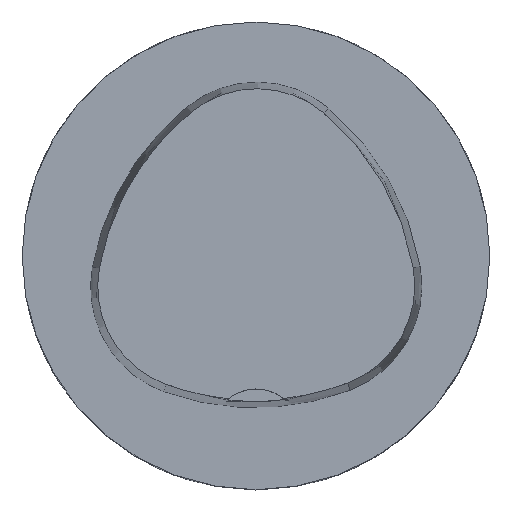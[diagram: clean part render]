
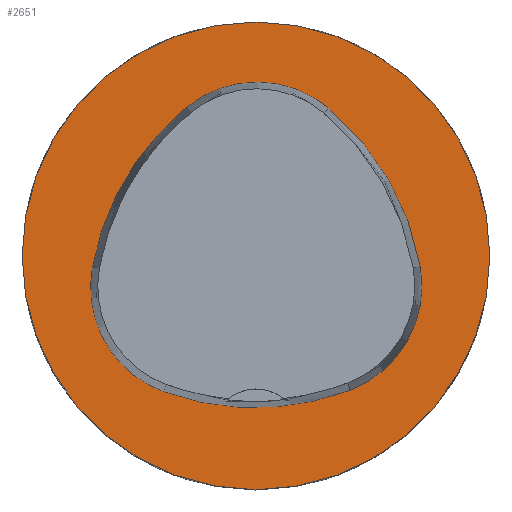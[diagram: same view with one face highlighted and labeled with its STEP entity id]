
A CAD part, top view. The second image highlights one B-rep face of the part: STEP entity #2651.
In plain terms, the highlighted planar face has unit normal (0, 0, 1).
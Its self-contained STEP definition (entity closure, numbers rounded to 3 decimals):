
#458=PLANE('',#13743);
#2651=ADVANCED_FACE('',(#3942,#3943),#458,.T.);
#3942=FACE_BOUND('',#4823,.T.);
#3943=FACE_BOUND('',#4824,.T.);
#4823=EDGE_LOOP('',(#8246,#8247,#8248,#8249,#8250,#8251));
#4824=EDGE_LOOP('',(#8252));
#8246=ORIENTED_EDGE('',*,*,#11192,.T.);
#8247=ORIENTED_EDGE('',*,*,#11172,.T.);
#8248=ORIENTED_EDGE('',*,*,#11176,.T.);
#8249=ORIENTED_EDGE('',*,*,#11179,.T.);
#8250=ORIENTED_EDGE('',*,*,#11182,.T.);
#8251=ORIENTED_EDGE('',*,*,#11190,.T.);
#8252=ORIENTED_EDGE('',*,*,#9497,.F.);
#8350=VERTEX_POINT('',#17343);
#9455=VERTEX_POINT('',#58190);
#9456=VERTEX_POINT('',#58191);
#9459=VERTEX_POINT('',#58199);
#9461=VERTEX_POINT('',#58205);
#9463=VERTEX_POINT('',#58211);
#9470=VERTEX_POINT('',#58232);
#9497=EDGE_CURVE('',#8350,#8350,#11230,.T.);
#11172=EDGE_CURVE('',#9455,#9456,#11955,.T.);
#11176=EDGE_CURVE('',#9456,#9459,#11957,.T.);
#11179=EDGE_CURVE('',#9459,#9461,#11959,.T.);
#11182=EDGE_CURVE('',#9461,#9463,#11961,.T.);
#11190=EDGE_CURVE('',#9463,#9470,#11965,.T.);
#11192=EDGE_CURVE('',#9470,#9455,#11967,.T.);
#11230=CIRCLE('',#12238,31.5);
#11955=CIRCLE('',#13721,36.);
#11957=CIRCLE('',#13724,15.);
#11959=CIRCLE('',#13727,36.);
#11961=CIRCLE('',#13730,15.);
#11965=CIRCLE('',#13735,36.);
#11967=CIRCLE('',#13738,15.);
#12238=AXIS2_PLACEMENT_3D('',#17342,#13863,#13864);
#13721=AXIS2_PLACEMENT_3D('',#58189,#17103,#17104);
#13724=AXIS2_PLACEMENT_3D('',#58198,#17111,#17112);
#13727=AXIS2_PLACEMENT_3D('',#58204,#17118,#17119);
#13730=AXIS2_PLACEMENT_3D('',#58210,#17125,#17126);
#13735=AXIS2_PLACEMENT_3D('',#58233,#17137,#17138);
#13738=AXIS2_PLACEMENT_3D('',#58236,#17143,#17144);
#13743=AXIS2_PLACEMENT_3D('',#58241,#17153,#17154);
#13863=DIRECTION('',(0.,0.,-1.));
#13864=DIRECTION('',(-1.,0.,0.));
#17103=DIRECTION('',(0.,0.,-1.));
#17104=DIRECTION('',(-1.,0.,0.));
#17111=DIRECTION('',(0.,0.,-1.));
#17112=DIRECTION('',(-1.,0.,0.));
#17118=DIRECTION('',(0.,0.,-1.));
#17119=DIRECTION('',(-1.,0.,0.));
#17125=DIRECTION('',(0.,0.,-1.));
#17126=DIRECTION('',(-1.,0.,0.));
#17137=DIRECTION('',(0.,0.,-1.));
#17138=DIRECTION('',(-1.,0.,0.));
#17143=DIRECTION('',(0.,0.,-1.));
#17144=DIRECTION('',(-1.,0.,0.));
#17153=DIRECTION('',(0.,0.,1.));
#17154=DIRECTION('',(1.,0.,0.));
#17342=CARTESIAN_POINT('',(0.,0.,0.));
#17343=CARTESIAN_POINT('',(-31.5,0.,0.));
#58189=CARTESIAN_POINT('',(13.398,-7.893,0.));
#58190=CARTESIAN_POINT('',(-22.041,-1.562,0.));
#58191=CARTESIAN_POINT('',(-9.317,20.036,0.));
#58198=CARTESIAN_POINT('',(0.148,8.399,0.));
#58199=CARTESIAN_POINT('',(9.779,19.898,0.));
#58204=CARTESIAN_POINT('',(-13.337,-7.7,0.));
#58205=CARTESIAN_POINT('',(22.122,-1.48,0.));
#58210=CARTESIAN_POINT('',(7.347,-4.071,0.));
#58211=CARTESIAN_POINT('',(12.693,-18.087,0.));
#58232=CARTESIAN_POINT('',(-12.373,-18.307,0.));
#58233=CARTESIAN_POINT('',(-0.137,15.55,0.));
#58236=CARTESIAN_POINT('',(-7.275,-4.2,0.));
#58241=CARTESIAN_POINT('',(0.,0.,0.));
